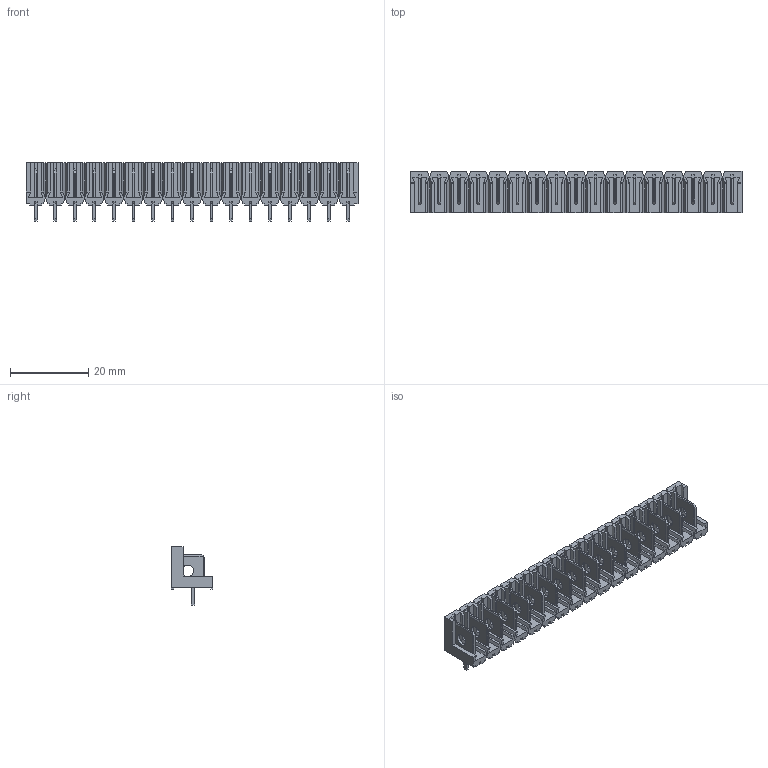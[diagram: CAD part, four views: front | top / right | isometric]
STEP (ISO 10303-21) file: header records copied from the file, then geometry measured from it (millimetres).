
FILE_DESCRIPTION( ( 'Unknown' ), '1' );
FILE_NAME( '691386700017.stp', 'Unknown', ( 'Quentin LAIDEBEUR' ), ( 'WE' ), 'PSStep 15.0.49', 'Sample-box', ' ' );
FILE_SCHEMA( ( 'AUTOMOTIVE_DESIGN { 1 0 10303 214 1 1 1 1 }' ) );
Length unit declared in the file: millimetre
Products named in the file (3): Assem1; 691386700017; 6913867000xx_Pin
Assembly tree (18 placements, depth 2):
  Assem1
    691386700017
    6913867000xx_Pin  x17
Bounding box: 85 x 10.5 x 15 mm (x, y, z)
Volume: 3247.3 mm3; surface area: 8670.2 mm2
Topology: 18 solids, 18 shells, 1318 faces, 3684 edges, 2385 vertices
Faces by surface type: plane 1301, cylinder 17
Full cylindrical faces by diameter (mm): 3 x17
Entity records: 31162 total; most frequent: CARTESIAN_POINT 4427, ORIENTED_EDGE 4420, DIRECTION 3830, EDGE_CURVE 2210, LINE 2208, VECTOR 2208, VERTEX_POINT 1408, AXIS2_PLACEMENT_3D 811
